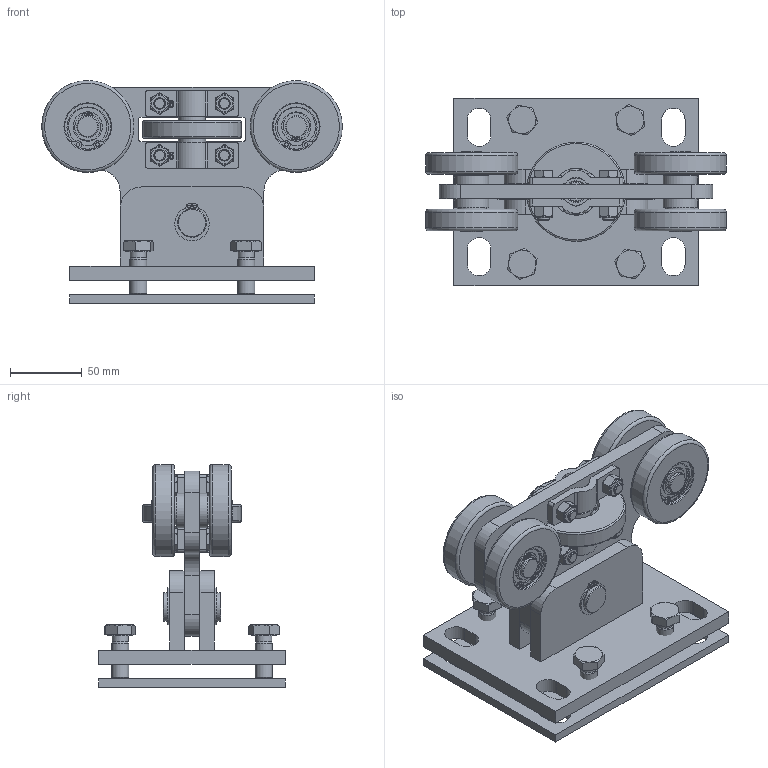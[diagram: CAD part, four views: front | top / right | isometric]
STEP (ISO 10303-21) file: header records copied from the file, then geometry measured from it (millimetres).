
FILE_DESCRIPTION(/* description */ (''),/* implementation_level */ '2;1');
FILE_NAME(/* name */ '9962S.stp',/* time_stamp */ '2019-08-14T12:24:17+02:00',/* author */ ('Marc'),/* organization */ (''),/* preprocessor_version */ 'ST-DEVELOPER v17.2',/* originating_system */ 'Autodesk Inventor 2019',/* authorisation */ '');
FILE_SCHEMA (('AUTOMOTIVE_DESIGN { 1 0 10303 214 3 1 1 }'));
Length unit declared in the file: millimetre
Products named in the file (22): 9962S; 18792; 18797; 18793; 18795A; 18791; 18787; 04609; 09159; 20128; 20127; 09137; 14996; 04520; 06024; 16199; 18796; GALB64S; 16174; DIN 625 SKF - SKF 6002-2Z; 09065; 09006
Assembly tree (45 placements, depth 3):
  9962S
    18792
      18797
      18793  x2
    18795A
    18791
    18787
    04609  x4
    09159  x2
    20128
    20127
    09137
    14996  x4
    04520  x4
    06024  x4
    16199  x4
    18796  x2
    GALB64S  x4
      16174
      DIN 625 SKF - SKF 6002-2Z
      09065
    09006  x4
Bounding box: 209 x 130 x 155 mm (x, y, z)
Volume: 866460.8 mm3; surface area: 291921.8 mm2
Topology: 49 solids, 53 shells, 1071 faces, 3064 edges, 2101 vertices
Faces by surface type: plane 390, cylinder 337, torus 198, bspline 60, cone 51, sphere 35
Full cylindrical faces by diameter (mm): 1.7 x8, 2 x4, 2.5 x8, 6.647 x4, 8 x4, 9 x8, 10.106 x4, 11.053 x4, 12 x4, 12.5 x4, 13.9 x1, 14.1 x1, 14.3 x4, 15 x10, 15.2 x6, 16.9 x1, 17 x1, 17.2 x4, 19 x4, 20 x7, 20.3 x1, 20.44 x16, 24 x4, 24.36 x2, 26.56 x16, 28 x4, 32 x12, 32.64 x2, 34.4 x4, 64 x4
Entity records: 17515 total; most frequent: CARTESIAN_POINT 4800, DIRECTION 2529, ORIENTED_EDGE 2448, EDGE_CURVE 1224, AXIS2_PLACEMENT_3D 1021, VERTEX_POINT 856, EDGE_LOOP 556, CIRCLE 535
